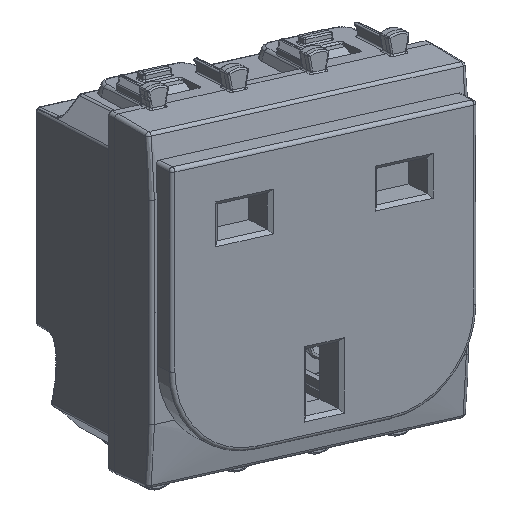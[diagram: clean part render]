
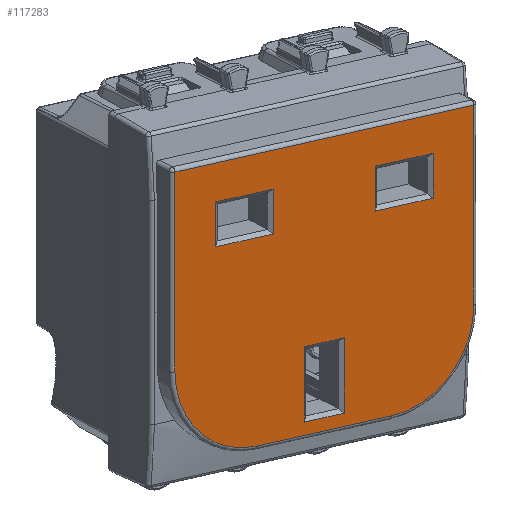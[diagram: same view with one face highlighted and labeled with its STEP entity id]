
A CAD part, top view. The second image highlights one B-rep face of the part: STEP entity #117283.
In plain terms, the highlighted face is planar.
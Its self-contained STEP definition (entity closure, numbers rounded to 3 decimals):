
#114238=CARTESIAN_POINT('Vertex',(-18.204,-20.954,11.875)) ;
#114241=CARTESIAN_POINT('Line Origine',(-18.204,-10.726,11.875)) ;
#114245=CARTESIAN_POINT('Vertex',(-18.204,20.954,11.875)) ;
#114265=CARTESIAN_POINT('Line Origine',(18.204,-10.726,11.875)) ;
#114269=CARTESIAN_POINT('Vertex',(18.204,9.45,11.875)) ;
#114271=CARTESIAN_POINT('Vertex',(18.204,-9.45,11.875)) ;
#114391=CARTESIAN_POINT('Vertex',(6.7,-20.954,11.875)) ;
#114394=CARTESIAN_POINT('Line Origine',(-0.007,-20.954,11.875)) ;
#114411=CARTESIAN_POINT('Axis2P3D Location',(6.7,-9.45,11.875)) ;
#114474=CARTESIAN_POINT('Line Origine',(-0.007,20.954,11.875)) ;
#114478=CARTESIAN_POINT('Vertex',(6.7,20.954,11.875)) ;
#114503=CARTESIAN_POINT('Axis2P3D Location',(6.7,9.45,11.875)) ;
#116818=CARTESIAN_POINT('Vertex',(7.157,-2.793,11.875)) ;
#116824=CARTESIAN_POINT('Vertex',(7.157,2.793,11.875)) ;
#116827=CARTESIAN_POINT('Line Origine',(7.157,0.,11.875)) ;
#116847=CARTESIAN_POINT('Vertex',(16.543,-2.793,11.875)) ;
#116850=CARTESIAN_POINT('Line Origine',(0.,-2.793,11.875)) ;
#116867=CARTESIAN_POINT('Line Origine',(16.543,0.,11.875)) ;
#116871=CARTESIAN_POINT('Vertex',(16.543,2.793,11.875)) ;
#116890=CARTESIAN_POINT('Line Origine',(0.,2.793,11.875)) ;
#117030=CARTESIAN_POINT('Vertex',(-13.343,7.157,11.875)) ;
#117033=CARTESIAN_POINT('Line Origine',(0.,7.157,11.875)) ;
#117037=CARTESIAN_POINT('Vertex',(-7.757,7.157,11.875)) ;
#117056=CARTESIAN_POINT('Line Origine',(-7.757,0.,11.875)) ;
#117060=CARTESIAN_POINT('Vertex',(-7.757,15.243,11.875)) ;
#117082=CARTESIAN_POINT('Vertex',(-13.343,15.243,11.875)) ;
#117085=CARTESIAN_POINT('Line Origine',(0.,15.243,11.875)) ;
#117102=CARTESIAN_POINT('Line Origine',(-13.343,0.,11.875)) ;
#117224=CARTESIAN_POINT('Axis2P3D Location',(0.,0.,11.875)) ;
#117237=CARTESIAN_POINT('Line Origine',(-13.343,-11.2,11.875)) ;
#117241=CARTESIAN_POINT('Vertex',(-13.343,-7.157,11.875)) ;
#117243=CARTESIAN_POINT('Vertex',(-13.343,-15.243,11.875)) ;
#117246=CARTESIAN_POINT('Line Origine',(-10.55,-7.157,11.875)) ;
#117250=CARTESIAN_POINT('Vertex',(-7.757,-7.157,11.875)) ;
#117253=CARTESIAN_POINT('Line Origine',(-7.757,-11.2,11.875)) ;
#117257=CARTESIAN_POINT('Vertex',(-7.757,-15.243,11.875)) ;
#117260=CARTESIAN_POINT('Line Origine',(-10.55,-15.243,11.875)) ;
#114242=DIRECTION('Vector Direction',(0.,-1.,0.)) ;
#114266=DIRECTION('Vector Direction',(0.,1.,0.)) ;
#114395=DIRECTION('Vector Direction',(1.,0.,0.)) ;
#114412=DIRECTION('Axis2P3D Direction',(0.,0.,1.)) ;
#114475=DIRECTION('Vector Direction',(-1.,0.,0.)) ;
#114504=DIRECTION('Axis2P3D Direction',(0.,0.,-1.)) ;
#116828=DIRECTION('Vector Direction',(0.,1.,0.)) ;
#116851=DIRECTION('Vector Direction',(-1.,0.,0.)) ;
#116868=DIRECTION('Vector Direction',(0.,1.,0.)) ;
#116891=DIRECTION('Vector Direction',(-1.,0.,0.)) ;
#117034=DIRECTION('Vector Direction',(1.,0.,0.)) ;
#117057=DIRECTION('Vector Direction',(0.,1.,0.)) ;
#117086=DIRECTION('Vector Direction',(1.,0.,0.)) ;
#117103=DIRECTION('Vector Direction',(0.,1.,0.)) ;
#117225=DIRECTION('Axis2P3D Direction',(0.,0.,1.)) ;
#117226=DIRECTION('Axis2P3D XDirection',(1.,0.,0.)) ;
#117238=DIRECTION('Vector Direction',(0.,1.,0.)) ;
#117247=DIRECTION('Vector Direction',(1.,0.,0.)) ;
#117254=DIRECTION('Vector Direction',(0.,1.,0.)) ;
#117261=DIRECTION('Vector Direction',(1.,0.,0.)) ;
#114413=AXIS2_PLACEMENT_3D('Circle Axis2P3D',#114411,#114412,$) ;
#114505=AXIS2_PLACEMENT_3D('Circle Axis2P3D',#114503,#114504,$) ;
#117227=AXIS2_PLACEMENT_3D('Plane Axis2P3D',#117224,#117225,#117226) ;
#117230=ORIENTED_EDGE('',*,*,#114247,.F.) ;
#117231=ORIENTED_EDGE('',*,*,#114398,.T.) ;
#117232=ORIENTED_EDGE('',*,*,#114415,.T.) ;
#117233=ORIENTED_EDGE('',*,*,#114273,.F.) ;
#117234=ORIENTED_EDGE('',*,*,#114507,.F.) ;
#117235=ORIENTED_EDGE('',*,*,#114480,.F.) ;
#117266=ORIENTED_EDGE('',*,*,#117245,.F.) ;
#117267=ORIENTED_EDGE('',*,*,#117252,.F.) ;
#117268=ORIENTED_EDGE('',*,*,#117259,.F.) ;
#117269=ORIENTED_EDGE('',*,*,#117264,.F.) ;
#117272=ORIENTED_EDGE('',*,*,#117039,.F.) ;
#117273=ORIENTED_EDGE('',*,*,#117106,.F.) ;
#117274=ORIENTED_EDGE('',*,*,#117089,.F.) ;
#117275=ORIENTED_EDGE('',*,*,#117062,.F.) ;
#117278=ORIENTED_EDGE('',*,*,#116831,.F.) ;
#117279=ORIENTED_EDGE('',*,*,#116894,.F.) ;
#117280=ORIENTED_EDGE('',*,*,#116873,.F.) ;
#117281=ORIENTED_EDGE('',*,*,#116854,.F.) ;
#117270=FACE_BOUND('',#117265,.T.) ;
#117276=FACE_BOUND('',#117271,.T.) ;
#117282=FACE_BOUND('',#117277,.T.) ;
#114243=VECTOR('Line Direction',#114242,1.) ;
#114267=VECTOR('Line Direction',#114266,1.) ;
#114396=VECTOR('Line Direction',#114395,1.) ;
#114476=VECTOR('Line Direction',#114475,1.) ;
#116829=VECTOR('Line Direction',#116828,1.) ;
#116852=VECTOR('Line Direction',#116851,1.) ;
#116869=VECTOR('Line Direction',#116868,1.) ;
#116892=VECTOR('Line Direction',#116891,1.) ;
#117035=VECTOR('Line Direction',#117034,1.) ;
#117058=VECTOR('Line Direction',#117057,1.) ;
#117087=VECTOR('Line Direction',#117086,1.) ;
#117104=VECTOR('Line Direction',#117103,1.) ;
#117239=VECTOR('Line Direction',#117238,1.) ;
#117248=VECTOR('Line Direction',#117247,1.) ;
#117255=VECTOR('Line Direction',#117254,1.) ;
#117262=VECTOR('Line Direction',#117261,1.) ;
#117283=ADVANCED_FACE('PartBody',(#117236,#117270,#117276,#117282),#117228,.T.) ;
#114414=CIRCLE('generated circle',#114413,11.504) ;
#114506=CIRCLE('generated circle',#114505,11.504) ;
#114247=EDGE_CURVE('',#114239,#114246,#114244,.F.) ;
#114273=EDGE_CURVE('',#114270,#114272,#114268,.F.) ;
#114398=EDGE_CURVE('',#114239,#114392,#114397,.T.) ;
#114415=EDGE_CURVE('',#114392,#114272,#114414,.T.) ;
#114480=EDGE_CURVE('',#114246,#114479,#114477,.F.) ;
#114507=EDGE_CURVE('',#114479,#114270,#114506,.T.) ;
#116831=EDGE_CURVE('',#116825,#116819,#116830,.F.) ;
#116854=EDGE_CURVE('',#116819,#116848,#116853,.F.) ;
#116873=EDGE_CURVE('',#116848,#116872,#116870,.T.) ;
#116894=EDGE_CURVE('',#116872,#116825,#116893,.T.) ;
#117039=EDGE_CURVE('',#117031,#117038,#117036,.T.) ;
#117062=EDGE_CURVE('',#117038,#117061,#117059,.T.) ;
#117089=EDGE_CURVE('',#117061,#117083,#117088,.F.) ;
#117106=EDGE_CURVE('',#117083,#117031,#117105,.F.) ;
#117245=EDGE_CURVE('',#117242,#117244,#117240,.F.) ;
#117252=EDGE_CURVE('',#117251,#117242,#117249,.F.) ;
#117259=EDGE_CURVE('',#117258,#117251,#117256,.T.) ;
#117264=EDGE_CURVE('',#117244,#117258,#117263,.T.) ;
#117229=EDGE_LOOP('',(#117230,#117231,#117232,#117233,#117234,#117235)) ;
#117265=EDGE_LOOP('',(#117266,#117267,#117268,#117269)) ;
#117271=EDGE_LOOP('',(#117272,#117273,#117274,#117275)) ;
#117277=EDGE_LOOP('',(#117278,#117279,#117280,#117281)) ;
#117236=FACE_OUTER_BOUND('',#117229,.T.) ;
#114244=LINE('Line',#114241,#114243) ;
#114268=LINE('Line',#114265,#114267) ;
#114397=LINE('Line',#114394,#114396) ;
#114477=LINE('Line',#114474,#114476) ;
#116830=LINE('Line',#116827,#116829) ;
#116853=LINE('Line',#116850,#116852) ;
#116870=LINE('Line',#116867,#116869) ;
#116893=LINE('Line',#116890,#116892) ;
#117036=LINE('Line',#117033,#117035) ;
#117059=LINE('Line',#117056,#117058) ;
#117088=LINE('Line',#117085,#117087) ;
#117105=LINE('Line',#117102,#117104) ;
#117240=LINE('Line',#117237,#117239) ;
#117249=LINE('Line',#117246,#117248) ;
#117256=LINE('Line',#117253,#117255) ;
#117263=LINE('Line',#117260,#117262) ;
#117228=PLANE('',#117227) ;
#114239=VERTEX_POINT('',#114238) ;
#114246=VERTEX_POINT('',#114245) ;
#114270=VERTEX_POINT('',#114269) ;
#114272=VERTEX_POINT('',#114271) ;
#114392=VERTEX_POINT('',#114391) ;
#114479=VERTEX_POINT('',#114478) ;
#116819=VERTEX_POINT('',#116818) ;
#116825=VERTEX_POINT('',#116824) ;
#116848=VERTEX_POINT('',#116847) ;
#116872=VERTEX_POINT('',#116871) ;
#117031=VERTEX_POINT('',#117030) ;
#117038=VERTEX_POINT('',#117037) ;
#117061=VERTEX_POINT('',#117060) ;
#117083=VERTEX_POINT('',#117082) ;
#117242=VERTEX_POINT('',#117241) ;
#117244=VERTEX_POINT('',#117243) ;
#117251=VERTEX_POINT('',#117250) ;
#117258=VERTEX_POINT('',#117257) ;
